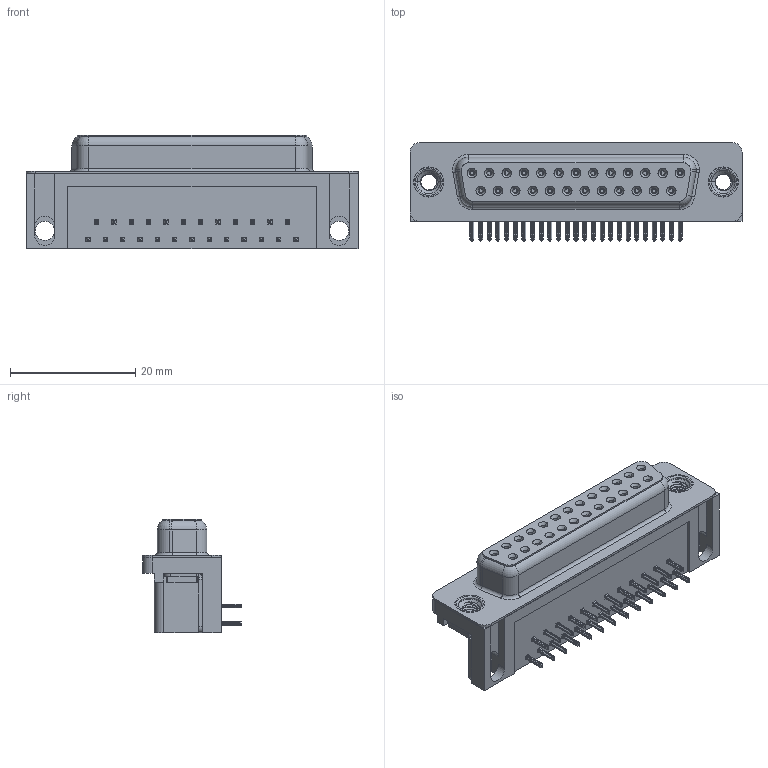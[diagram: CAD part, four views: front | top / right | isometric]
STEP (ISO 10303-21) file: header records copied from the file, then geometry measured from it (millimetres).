
FILE_DESCRIPTION (( 'STEP AP203' ), '1' );
FILE_NAME ('622-025-260-515.STEP', '2019-11-20T02:13:41', ( '' ), ( '' ), 'SwSTEP 2.0', 'SolidWorks 2016', '' );
FILE_SCHEMA (( 'CONFIG_CONTROL_DESIGN' ));
Length unit declared in the file: millimetre
Products named in the file (7): 622 Shell_25 Socket; 622 Thru Hole Board Mount; 622 Socket Bottom; 622 Housing_25 Socket; 622-025-260-515; 622 M3 Threaded Rivet; 622 Contact Top
Assembly tree (31 placements, depth 2):
  622-025-260-515
    622 Housing_25 Socket
    622 Shell_25 Socket
    622 Socket Bottom  x12
    622 Contact Top  x13
    622 Thru Hole Board Mount  x2
    622 M3 Threaded Rivet  x2
Bounding box: 53.04 x 15.73 x 18.2 mm (x, y, z)
Volume: 7595.5 mm3; surface area: 9431 mm2
Topology: 31 solids, 31 shells, 3850 faces, 10106 edges, 6338 vertices
Faces by surface type: plane 1722, cylinder 924, bspline 858, cone 308, torus 38
Entity records: 30595 total; most frequent: CARTESIAN_POINT 9385, ORIENTED_EDGE 4214, DIRECTION 3870, EDGE_CURVE 2107, LINE 1366, VECTOR 1366, VERTEX_POINT 1345, AXIS2_PLACEMENT_3D 1252
